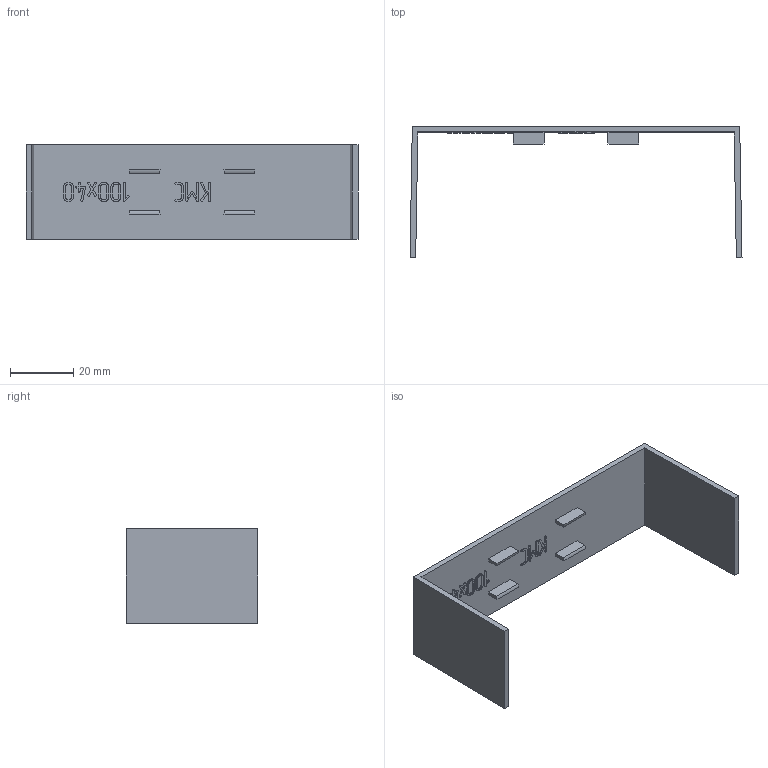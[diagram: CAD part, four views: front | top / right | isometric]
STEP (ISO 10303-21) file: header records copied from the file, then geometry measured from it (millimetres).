
FILE_DESCRIPTION (( 'STEP AP214' ), '1' );
FILE_NAME ('ÊÌÑ 100õ40 (3 î÷åðåäü)_èçì.1.STEP', '2016-06-22T13:32:49', ( '' ), ( '' ), 'SwSTEP 2.0', 'SolidWorks 2014', '' );
FILE_SCHEMA (( 'AUTOMOTIVE_DESIGN' ));
Length unit declared in the file: millimetre
Products named in the file (1): ÊÌÑ 100õ40 (3 î÷åðåäü)_èçì.1
Bounding box: 105.25 x 41.6 x 30 mm (x, y, z)
Volume: 10057.8 mm3; surface area: 12187.1 mm2
Topology: 1 solids, 1 shells, 248 faces, 675 edges, 450 vertices
Faces by surface type: plane 155, bspline 89, cylinder 4
Entity records: 10487 total; most frequent: CARTESIAN_POINT 4815, ORIENTED_EDGE 1350, DIRECTION 809, EDGE_CURVE 675, LINE 489, VECTOR 489, VERTEX_POINT 450, EDGE_LOOP 269
